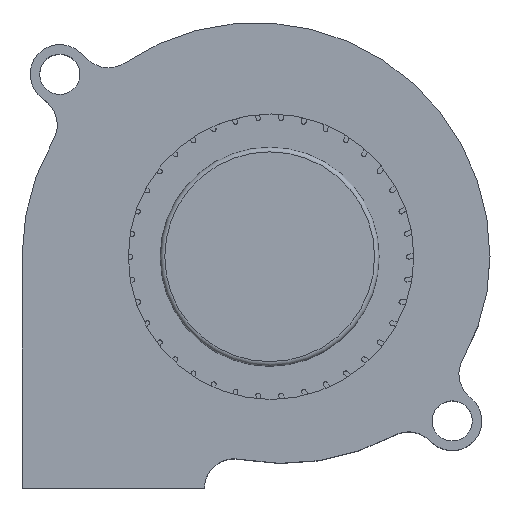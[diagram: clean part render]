
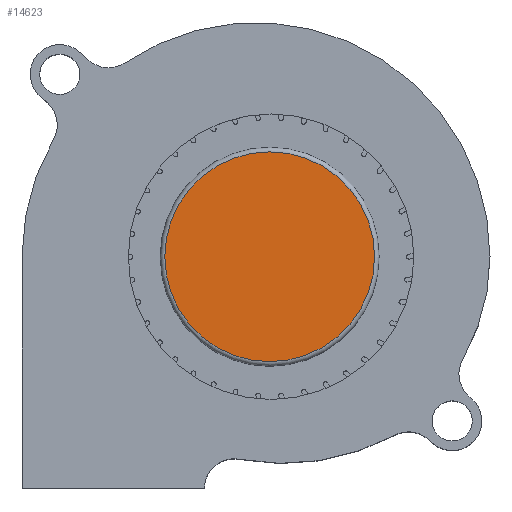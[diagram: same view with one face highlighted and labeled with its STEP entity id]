
A CAD part, top view. The second image highlights one B-rep face of the part: STEP entity #14623.
In plain terms, the highlighted planar face has unit normal (0, 0, 1).
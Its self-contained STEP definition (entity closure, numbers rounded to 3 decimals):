
#13237 = TOROIDAL_SURFACE('',#13238,11.5,0.5);
#13238 = AXIS2_PLACEMENT_3D('',#13239,#13240,#13241);
#13239 = CARTESIAN_POINT('',(27.15,25.4,12.4));
#13240 = DIRECTION('',(0.,0.,1.));
#13241 = DIRECTION('',(1.,0.,0.));
#14538 = VERTEX_POINT('',#14539);
#14539 = CARTESIAN_POINT('',(38.65,25.4,12.9));
#14561 = EDGE_CURVE('',#14538,#14538,#14562,.T.);
#14562 = SURFACE_CURVE('',#14563,(#14568,#14575),.PCURVE_S1.);
#14563 = CIRCLE('',#14564,11.5);
#14564 = AXIS2_PLACEMENT_3D('',#14565,#14566,#14567);
#14565 = CARTESIAN_POINT('',(27.15,25.4,12.9));
#14566 = DIRECTION('',(0.,0.,-1.));
#14567 = DIRECTION('',(1.,0.,0.));
#14568 = PCURVE('',#13237,#14569);
#14569 = DEFINITIONAL_REPRESENTATION('',(#14570),#14574);
#14570 = LINE('',#14571,#14572);
#14571 = CARTESIAN_POINT('',(-0.,1.571));
#14572 = VECTOR('',#14573,1.);
#14573 = DIRECTION('',(-1.,0.));
#14574 = ( GEOMETRIC_REPRESENTATION_CONTEXT(2) 
PARAMETRIC_REPRESENTATION_CONTEXT() REPRESENTATION_CONTEXT('2D SPACE',''
  ) );
#14575 = PCURVE('',#14576,#14581);
#14576 = PLANE('',#14577);
#14577 = AXIS2_PLACEMENT_3D('',#14578,#14579,#14580);
#14578 = CARTESIAN_POINT('',(27.15,25.4,12.9));
#14579 = DIRECTION('',(0.,0.,-1.));
#14580 = DIRECTION('',(1.,0.,0.));
#14581 = DEFINITIONAL_REPRESENTATION('',(#14582),#14586);
#14582 = CIRCLE('',#14583,11.5);
#14583 = AXIS2_PLACEMENT_2D('',#14584,#14585);
#14584 = CARTESIAN_POINT('',(0.,0.));
#14585 = DIRECTION('',(1.,-0.));
#14586 = ( GEOMETRIC_REPRESENTATION_CONTEXT(2) 
PARAMETRIC_REPRESENTATION_CONTEXT() REPRESENTATION_CONTEXT('2D SPACE',''
  ) );
#14623 = ADVANCED_FACE('',(#14624),#14576,.F.);
#14624 = FACE_BOUND('',#14625,.T.);
#14625 = EDGE_LOOP('',(#14626));
#14626 = ORIENTED_EDGE('',*,*,#14561,.F.);
